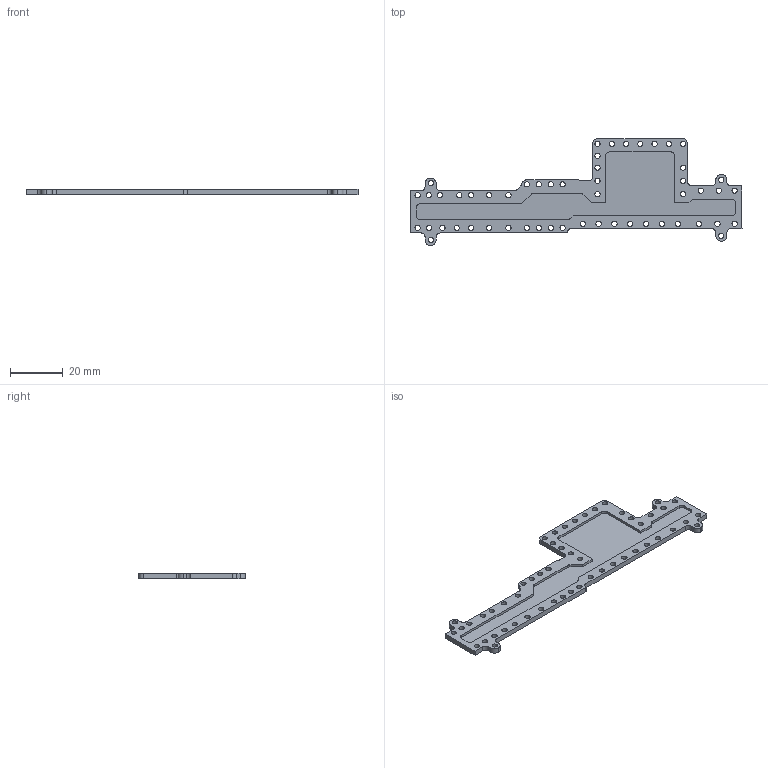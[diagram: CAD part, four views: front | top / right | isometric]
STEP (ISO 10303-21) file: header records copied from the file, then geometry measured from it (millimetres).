
FILE_DESCRIPTION(('STEP AP203'), '1');
FILE_NAME('ÊÄØÞ.741461.003 Ýêðàí', '', ('UNSPECIFIED'), ('UNSPECIFIED'), 'C3D Converter', 'C3D Toolkit', '');
FILE_SCHEMA(('CONFIG_CONTROL_DESIGN'));
Length unit declared in the file: millimetre
Products named in the file (1): КДШЮ.741461.003
Bounding box: 125.68 x 40.4 x 2 mm (x, y, z)
Volume: 4066.3 mm3; surface area: 6975.2 mm2
Topology: 1 solids, 1 shells, 140 faces, 407 edges, 270 vertices
Faces by surface type: cylinder 88, plane 48, cone 4
Full cylindrical faces by diameter (mm): 2 x53
Entity records: 5786 total; most frequent: DIRECTION 812, CARTESIAN_POINT 761, ORIENTED_EDGE 700, EDGE_CURVE 350, AXIS2_PLACEMENT_3D 321, EDGE_LOOP 304, VERTEX_POINT 270, FACE_BOUND 190
